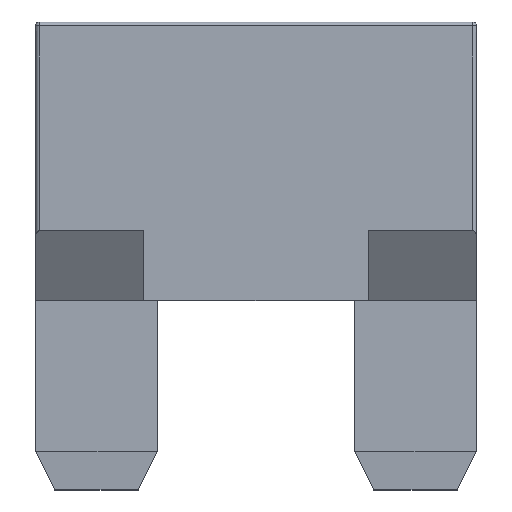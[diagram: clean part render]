
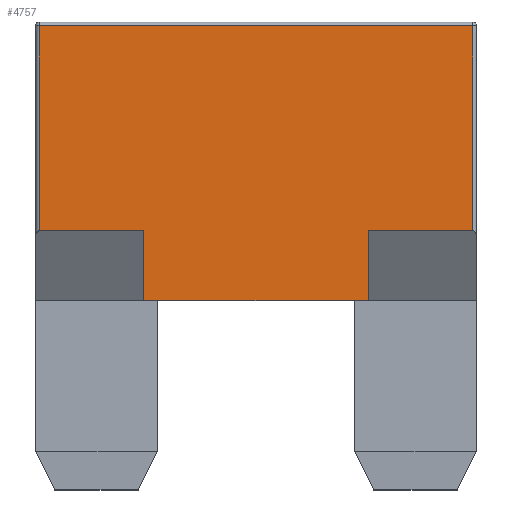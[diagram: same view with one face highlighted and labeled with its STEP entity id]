
A CAD part, top view. The second image highlights one B-rep face of the part: STEP entity #4757.
In plain terms, the highlighted planar face has unit normal (0, 0, 1).
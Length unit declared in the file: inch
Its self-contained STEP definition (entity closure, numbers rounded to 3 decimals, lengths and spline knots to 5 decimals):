
#562=FACE_OUTER_BOUND('',#847,.T.);
#847=EDGE_LOOP('',(#4299,#4300,#4301,#4302,#4303,#4304,#4305,#4306));
#880=LINE('',#6038,#1397);
#1189=LINE('',#7536,#1706);
#1191=LINE('',#7552,#1708);
#1193=LINE('',#7559,#1710);
#1361=LINE('',#8294,#1878);
#1362=LINE('',#8296,#1879);
#1363=LINE('',#8299,#1880);
#1366=LINE('',#8303,#1883);
#1397=VECTOR('',#5057,0.58);
#1706=VECTOR('',#5562,0.53);
#1708=VECTOR('',#5584,1.12);
#1710=VECTOR('',#5592,0.53);
#1878=VECTOR('',#5938,0.27);
#1879=VECTOR('',#5941,0.18);
#1880=VECTOR('',#5944,0.27);
#1883=VECTOR('',#5949,0.18);
#1914=VERTEX_POINT('',#6035);
#1915=VERTEX_POINT('',#6037);
#2204=VERTEX_POINT('',#7526);
#2206=VERTEX_POINT('',#7532);
#2210=VERTEX_POINT('',#7546);
#2213=VERTEX_POINT('',#7557);
#2320=VERTEX_POINT('',#8292);
#2321=VERTEX_POINT('',#8298);
#2360=EDGE_CURVE('',#1915,#1914,#880,.T.);
#2769=EDGE_CURVE('',#2204,#2206,#1189,.T.);
#2777=EDGE_CURVE('',#2210,#2204,#1191,.T.);
#2780=EDGE_CURVE('',#2213,#2210,#1193,.T.);
#2983=EDGE_CURVE('',#2213,#2320,#1361,.T.);
#2984=EDGE_CURVE('',#2320,#1915,#1362,.T.);
#2985=EDGE_CURVE('',#2321,#2206,#1363,.T.);
#2988=EDGE_CURVE('',#1914,#2321,#1366,.T.);
#4299=ORIENTED_EDGE('',*,*,#2780,.F.);
#4300=ORIENTED_EDGE('',*,*,#2983,.T.);
#4301=ORIENTED_EDGE('',*,*,#2984,.T.);
#4302=ORIENTED_EDGE('',*,*,#2360,.T.);
#4303=ORIENTED_EDGE('',*,*,#2988,.T.);
#4304=ORIENTED_EDGE('',*,*,#2985,.T.);
#4305=ORIENTED_EDGE('',*,*,#2769,.F.);
#4306=ORIENTED_EDGE('',*,*,#2777,.F.);
#4499=PLANE('',#4984);
#4757=ADVANCED_FACE('',(#562),#4499,.T.);
#4984=AXIS2_PLACEMENT_3D('',#8304,#5950,#5951);
#5057=DIRECTION('',(1.,0.,0.));
#5562=DIRECTION('',(0.,-1.,0.));
#5584=DIRECTION('',(1.,0.,0.));
#5592=DIRECTION('',(0.,1.,0.));
#5938=DIRECTION('',(1.,0.,0.));
#5941=DIRECTION('',(0.,-1.,0.));
#5944=DIRECTION('',(1.,0.,0.));
#5949=DIRECTION('',(0.,1.,0.));
#5950=DIRECTION('center_axis',(0.,0.,1.));
#5951=DIRECTION('ref_axis',(1.,0.,0.));
#6035=CARTESIAN_POINT('',(0.86,0.,0.));
#6037=CARTESIAN_POINT('',(0.28,0.,0.));
#6038=CARTESIAN_POINT('',(0.,0.,0.));
#7526=CARTESIAN_POINT('',(1.13,0.71,0.));
#7532=CARTESIAN_POINT('',(1.13,0.18,0.));
#7536=CARTESIAN_POINT('',(1.13,0.18,0.));
#7546=CARTESIAN_POINT('',(0.01,0.71,0.));
#7552=CARTESIAN_POINT('',(0.855,0.71,0.));
#7557=CARTESIAN_POINT('',(0.01,0.18,0.));
#7559=CARTESIAN_POINT('',(0.01,0.54,0.));
#8292=CARTESIAN_POINT('',(0.28,0.18,0.));
#8294=CARTESIAN_POINT('',(0.285,0.18,0.));
#8296=CARTESIAN_POINT('',(0.28,0.21473,0.));
#8298=CARTESIAN_POINT('',(0.86,0.18,0.));
#8299=CARTESIAN_POINT('',(0.855,0.18,0.));
#8303=CARTESIAN_POINT('',(0.86,0.21473,0.));
#8304=CARTESIAN_POINT('Origin',(0.57,0.36,0.));
